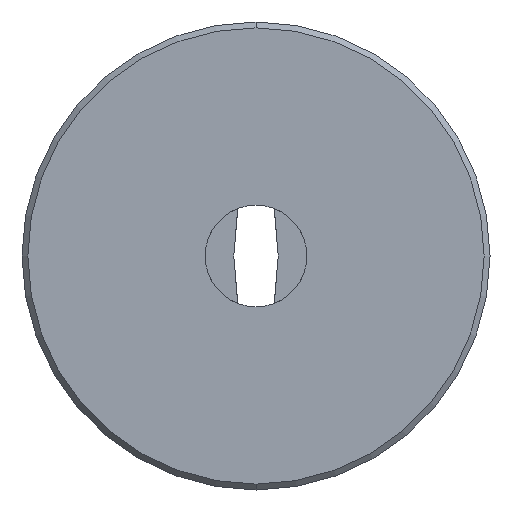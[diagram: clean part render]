
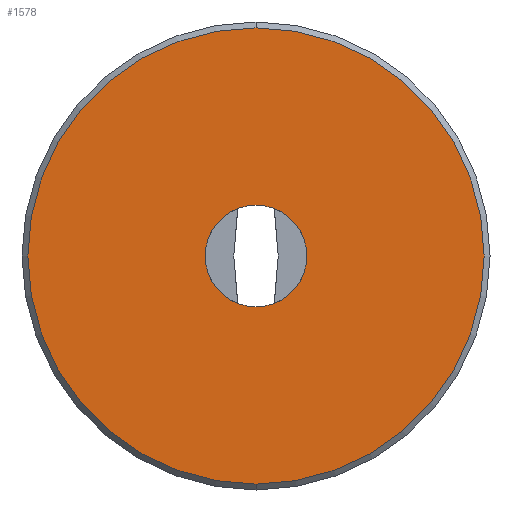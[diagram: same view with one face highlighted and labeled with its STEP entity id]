
A CAD part, front view. The second image highlights one B-rep face of the part: STEP entity #1578.
In plain terms, the highlighted planar face has unit normal (0, -1, 0).
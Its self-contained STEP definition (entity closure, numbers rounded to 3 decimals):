
#73 = VERTEX_POINT ( 'NONE', #1409 ) ;
#82 = CIRCLE ( 'NONE', #356, 39. ) ;
#87 = DIRECTION ( 'NONE',  ( 0., -1., 0. ) ) ;
#122 = CIRCLE ( 'NONE', #1127, 8.7 ) ;
#129 = ORIENTED_EDGE ( 'NONE', *, *, #1517, .T. ) ;
#307 = PLANE ( 'NONE',  #1227 ) ;
#317 = VERTEX_POINT ( 'NONE', #469 ) ;
#320 = CIRCLE ( 'NONE', #1822, 8.7 ) ;
#342 = ORIENTED_EDGE ( 'NONE', *, *, #1687, .F. ) ;
#356 = AXIS2_PLACEMENT_3D ( 'NONE', #596, #87, #1094 ) ;
#467 = FACE_BOUND ( 'NONE', #1625, .T. ) ;
#469 = CARTESIAN_POINT ( 'NONE',  ( 0., 0., 8.7 ) ) ;
#549 = EDGE_CURVE ( 'NONE', #73, #1052, #1429, .T. ) ;
#596 = CARTESIAN_POINT ( 'NONE',  ( 0., 0., 0. ) ) ;
#616 = FACE_OUTER_BOUND ( 'NONE', #1803, .T. ) ;
#797 = DIRECTION ( 'NONE',  ( 0., 0., 1. ) ) ;
#883 = DIRECTION ( 'NONE',  ( 0., 0., -1. ) ) ;
#1047 = CARTESIAN_POINT ( 'NONE',  ( 0., 0., 0. ) ) ;
#1048 = CARTESIAN_POINT ( 'NONE',  ( 0., 0., -8.7 ) ) ;
#1052 = VERTEX_POINT ( 'NONE', #1337 ) ;
#1094 = DIRECTION ( 'NONE',  ( 0., 0., 1. ) ) ;
#1127 = AXIS2_PLACEMENT_3D ( 'NONE', #1326, #1791, #1838 ) ;
#1199 = ORIENTED_EDGE ( 'NONE', *, *, #1896, .F. ) ;
#1227 = AXIS2_PLACEMENT_3D ( 'NONE', #2130, #1280, #1331 ) ;
#1273 = ORIENTED_EDGE ( 'NONE', *, *, #549, .T. ) ;
#1280 = DIRECTION ( 'NONE',  ( 0., 1., 0. ) ) ;
#1287 = VERTEX_POINT ( 'NONE', #1048 ) ;
#1326 = CARTESIAN_POINT ( 'NONE',  ( 0., 0., 0. ) ) ;
#1331 = DIRECTION ( 'NONE',  ( 0., 0., 1. ) ) ;
#1337 = CARTESIAN_POINT ( 'NONE',  ( 0., 0., -39. ) ) ;
#1409 = CARTESIAN_POINT ( 'NONE',  ( 0., 0., 39. ) ) ;
#1429 = CIRCLE ( 'NONE', #1710, 39. ) ;
#1517 = EDGE_CURVE ( 'NONE', #1052, #73, #82, .T. ) ;
#1578 = ADVANCED_FACE ( 'NONE', ( #467, #616 ), #307, .F. ) ;
#1625 = EDGE_LOOP ( 'NONE', ( #1199, #342 ) ) ;
#1659 = DIRECTION ( 'NONE',  ( 0., -1., 0. ) ) ;
#1687 = EDGE_CURVE ( 'NONE', #317, #1287, #122, .T. ) ;
#1710 = AXIS2_PLACEMENT_3D ( 'NONE', #1969, #1659, #797 ) ;
#1791 = DIRECTION ( 'NONE',  ( 0., -1., 0. ) ) ;
#1803 = EDGE_LOOP ( 'NONE', ( #1273, #129 ) ) ;
#1822 = AXIS2_PLACEMENT_3D ( 'NONE', #1047, #1895, #883 ) ;
#1838 = DIRECTION ( 'NONE',  ( 0., 0., -1. ) ) ;
#1895 = DIRECTION ( 'NONE',  ( 0., -1., 0. ) ) ;
#1896 = EDGE_CURVE ( 'NONE', #1287, #317, #320, .T. ) ;
#1969 = CARTESIAN_POINT ( 'NONE',  ( 0., 0., 0. ) ) ;
#2130 = CARTESIAN_POINT ( 'NONE',  ( 0., 0., 0. ) ) ;
